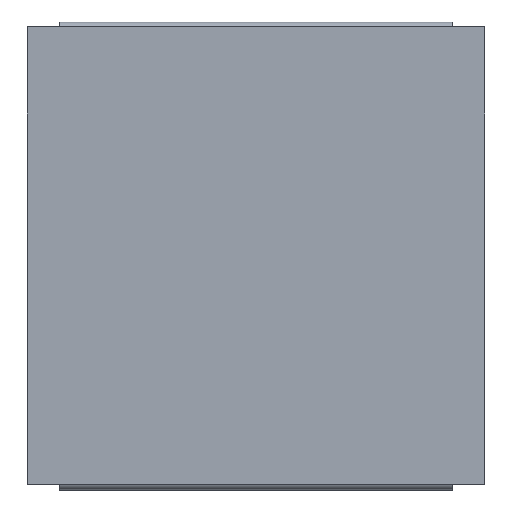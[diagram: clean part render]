
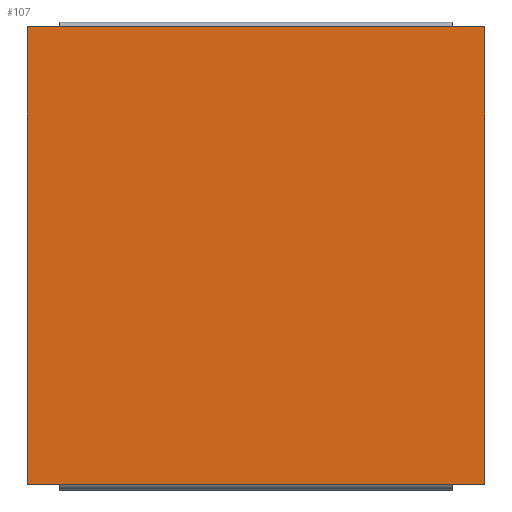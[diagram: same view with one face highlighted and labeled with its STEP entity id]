
A CAD part, top view. The second image highlights one B-rep face of the part: STEP entity #107.
In plain terms, the highlighted planar face has unit normal (0, 0, 1).
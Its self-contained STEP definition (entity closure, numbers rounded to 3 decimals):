
#107=ADVANCED_FACE('',(#211),#212,.F.);
#211=FACE_OUTER_BOUND('',#311,.T.);
#212=PLANE('',#312);
#311=EDGE_LOOP('',(#563,#564,#565,#566));
#312=AXIS2_PLACEMENT_3D('',#567,#568,#569);
#563=ORIENTED_EDGE('',*,*,#704,.T.);
#564=ORIENTED_EDGE('',*,*,#700,.F.);
#565=ORIENTED_EDGE('',*,*,#705,.F.);
#566=ORIENTED_EDGE('',*,*,#697,.F.);
#567=CARTESIAN_POINT('',(2.5,2.556,2.15));
#568=DIRECTION('',(0.0,0.0,-1.0));
#569=DIRECTION('',(0.0,1.0,0.0));
#697=EDGE_CURVE('',#852,#847,#854,.T.);
#700=EDGE_CURVE('',#857,#859,#860,.T.);
#704=EDGE_CURVE('',#852,#859,#865,.T.);
#705=EDGE_CURVE('',#847,#857,#866,.T.);
#847=VERTEX_POINT('',#1050);
#852=VERTEX_POINT('',#1057);
#854=LINE('',#1060,#1061);
#857=VERTEX_POINT('',#1064);
#859=VERTEX_POINT('',#1067);
#860=LINE('',#1068,#1069);
#865=LINE('',#1076,#1077);
#866=LINE('',#1078,#1079);
#1050=CARTESIAN_POINT('',(5.0,5.056,2.15));
#1057=CARTESIAN_POINT('',(0.0,5.056,2.15));
#1060=CARTESIAN_POINT('',(2.5,5.056,2.15));
#1061=VECTOR('',#1205,1.0);
#1064=CARTESIAN_POINT('',(5.0,0.056,2.15));
#1067=CARTESIAN_POINT('',(0.0,0.056,2.15));
#1068=CARTESIAN_POINT('',(2.5,0.056,2.15));
#1069=VECTOR('',#1207,1.0);
#1076=CARTESIAN_POINT('',(0.0,2.556,2.15));
#1077=VECTOR('',#1210,1.0);
#1078=CARTESIAN_POINT('',(5.0,2.556,2.15));
#1079=VECTOR('',#1211,1.0);
#1205=DIRECTION('',(1.0,0.0,0.0));
#1207=DIRECTION('',(-1.0,0.0,0.0));
#1210=DIRECTION('',(0.0,-1.0,0.0));
#1211=DIRECTION('',(0.0,-1.0,0.0));
